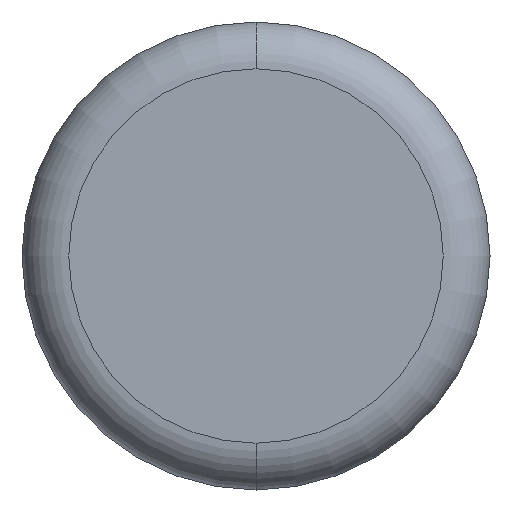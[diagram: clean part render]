
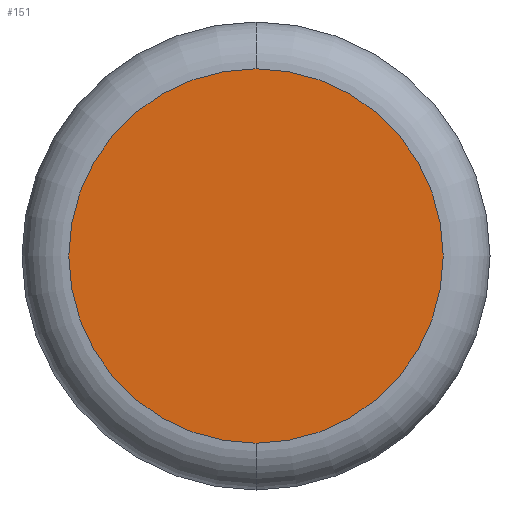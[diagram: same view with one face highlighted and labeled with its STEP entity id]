
A CAD part, front view. The second image highlights one B-rep face of the part: STEP entity #151.
In plain terms, the highlighted planar face has unit normal (0, -1, 0).
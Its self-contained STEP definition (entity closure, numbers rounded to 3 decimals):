
#9 = DIRECTION ( 'NONE',  ( 0., 0., 1. ) ) ;
#10 = AXIS2_PLACEMENT_3D ( 'NONE', #184, #141, #9 ) ;
#12 = DIRECTION ( 'NONE',  ( 0., 0., 1. ) ) ;
#19 = CARTESIAN_POINT ( 'NONE',  ( 0., 0., -2. ) ) ;
#20 = AXIS2_PLACEMENT_3D ( 'NONE', #83, #158, #12 ) ;
#24 = PLANE ( 'NONE',  #74 ) ;
#29 = FACE_OUTER_BOUND ( 'NONE', #160, .T. ) ;
#36 = ORIENTED_EDGE ( 'NONE', *, *, #103, .T. ) ;
#47 = VERTEX_POINT ( 'NONE', #19 ) ;
#50 = VERTEX_POINT ( 'NONE', #112 ) ;
#74 = AXIS2_PLACEMENT_3D ( 'NONE', #170, #223, #166 ) ;
#83 = CARTESIAN_POINT ( 'NONE',  ( 0., 0., 0. ) ) ;
#93 = EDGE_CURVE ( 'NONE', #47, #50, #220, .T. ) ;
#103 = EDGE_CURVE ( 'NONE', #50, #47, #136, .T. ) ;
#108 = ORIENTED_EDGE ( 'NONE', *, *, #93, .T. ) ;
#112 = CARTESIAN_POINT ( 'NONE',  ( 0., 0., 2. ) ) ;
#136 = CIRCLE ( 'NONE', #10, 2. ) ;
#141 = DIRECTION ( 'NONE',  ( 0., -1., 0. ) ) ;
#151 = ADVANCED_FACE ( 'NONE', ( #29 ), #24, .F. ) ;
#158 = DIRECTION ( 'NONE',  ( 0., -1., 0. ) ) ;
#160 = EDGE_LOOP ( 'NONE', ( #36, #108 ) ) ;
#166 = DIRECTION ( 'NONE',  ( 0., 0., 1. ) ) ;
#170 = CARTESIAN_POINT ( 'NONE',  ( 0., 0., 0. ) ) ;
#184 = CARTESIAN_POINT ( 'NONE',  ( 0., 0., 0. ) ) ;
#220 = CIRCLE ( 'NONE', #20, 2. ) ;
#223 = DIRECTION ( 'NONE',  ( 0., 1., 0. ) ) ;
